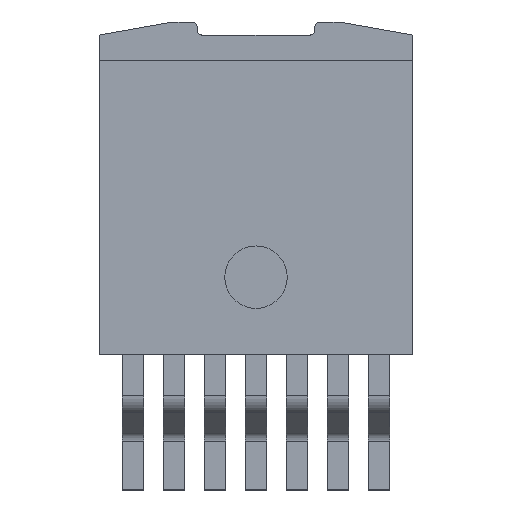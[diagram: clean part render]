
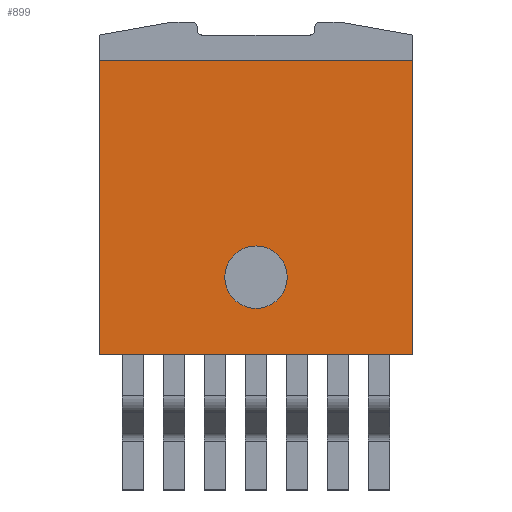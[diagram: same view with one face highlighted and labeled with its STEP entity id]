
A CAD part, top view. The second image highlights one B-rep face of the part: STEP entity #899.
In plain terms, the highlighted planar face has unit normal (0, 0, 1).
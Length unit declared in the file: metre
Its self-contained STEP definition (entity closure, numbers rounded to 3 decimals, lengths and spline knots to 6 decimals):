
#477 = EDGE_CURVE( '', #1353, #1354, #1355, .T. );
#889 = EDGE_CURVE( '', #1978, #1978, #1979, .T. );
#899 = ADVANCED_FACE( '', ( #1994, #1995 ), #1996, .T. );
#929 = EDGE_CURVE( '', #2034, #1353, #2035, .T. );
#951 = EDGE_CURVE( '', #1354, #2063, #2064, .T. );
#1251 = EDGE_CURVE( '', #2063, #2034, #2415, .T. );
#1353 = VERTEX_POINT( '', #2535 );
#1354 = VERTEX_POINT( '', #2536 );
#1355 = LINE( '', #2537, #2538 );
#1978 = VERTEX_POINT( '', #3419 );
#1979 = CIRCLE( '', #3420, 0.000647 );
#1994 = FACE_BOUND( '', #3439, .T. );
#1995 = FACE_OUTER_BOUND( '', #3440, .T. );
#1996 = PLANE( '', #3441 );
#2034 = VERTEX_POINT( '', #3495 );
#2035 = LINE( '', #3496, #3497 );
#2063 = VERTEX_POINT( '', #3540 );
#2064 = LINE( '', #3541, #3542 );
#2415 = LINE( '', #4101, #4102 );
#2535 = CARTESIAN_POINT( '', ( 0.00325, 0.004032, 0.002326 ) );
#2536 = CARTESIAN_POINT( '', ( -0.00325, 0.004032, 0.002326 ) );
#2537 = CARTESIAN_POINT( '', ( -0.00325, 0.004032, 0.002326 ) );
#2538 = VECTOR( '', #4203, 1. );
#3419 = CARTESIAN_POINT( '', ( 0., -0.001108, 0.002326 ) );
#3420 = AXIS2_PLACEMENT_3D( '', #4949, #4950, #4951 );
#3439 = EDGE_LOOP( '', ( #4971 ) );
#3440 = EDGE_LOOP( '', ( #4972, #4973, #4974, #4975 ) );
#3441 = AXIS2_PLACEMENT_3D( '', #4976, #4977, #4978 );
#3495 = CARTESIAN_POINT( '', ( 0.00325, -0.002068, 0.002326 ) );
#3496 = CARTESIAN_POINT( '', ( 0.00325, 0.004032, 0.002326 ) );
#3497 = VECTOR( '', #5042, 1. );
#3540 = CARTESIAN_POINT( '', ( -0.00325, -0.002068, 0.002326 ) );
#3541 = CARTESIAN_POINT( '', ( -0.00325, 0.004032, 0.002326 ) );
#3542 = VECTOR( '', #5082, 1. );
#4101 = CARTESIAN_POINT( '', ( -0.00325, -0.002068, 0.002326 ) );
#4102 = VECTOR( '', #5586, 1. );
#4203 = DIRECTION( '', ( -1., 0., 0. ) );
#4949 = CARTESIAN_POINT( '', ( 0., -0.000461, 0.002326 ) );
#4950 = DIRECTION( '', ( 0., 0., 1. ) );
#4951 = DIRECTION( '', ( 0., -1., 0. ) );
#4971 = ORIENTED_EDGE( '', *, *, #889, .F. );
#4972 = ORIENTED_EDGE( '', *, *, #951, .T. );
#4973 = ORIENTED_EDGE( '', *, *, #1251, .T. );
#4974 = ORIENTED_EDGE( '', *, *, #929, .T. );
#4975 = ORIENTED_EDGE( '', *, *, #477, .T. );
#4976 = CARTESIAN_POINT( '', ( 0., -0.002068, 0.002326 ) );
#4977 = DIRECTION( '', ( 0., 0., 1. ) );
#4978 = DIRECTION( '', ( 1., 0., 0. ) );
#5042 = DIRECTION( '', ( 0., 1., 0. ) );
#5082 = DIRECTION( '', ( 0., -1., 0. ) );
#5586 = DIRECTION( '', ( 1., 0., 0. ) );
